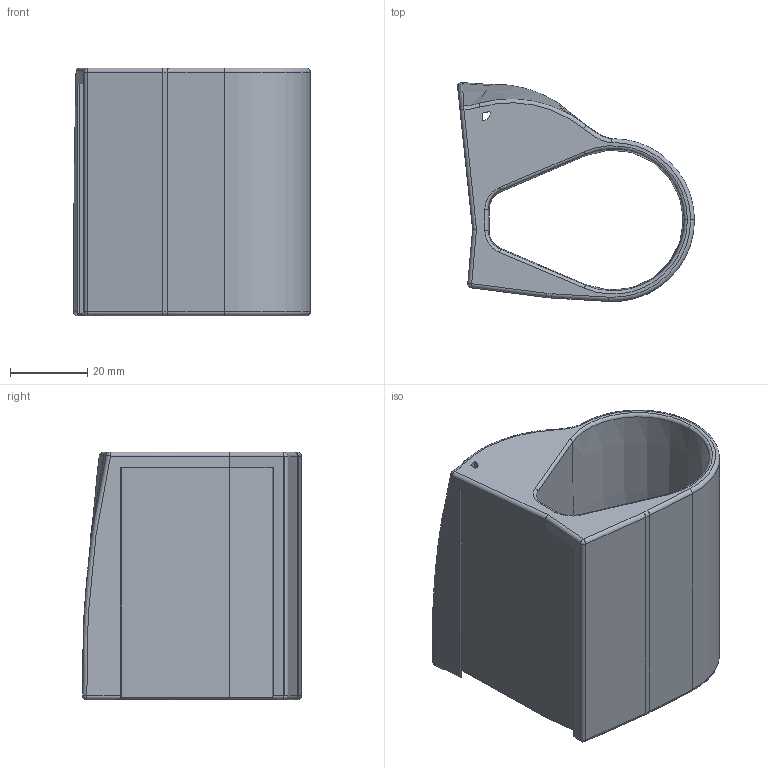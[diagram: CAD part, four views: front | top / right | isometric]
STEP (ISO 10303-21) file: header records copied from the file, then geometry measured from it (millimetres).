
FILE_DESCRIPTION (( 'STEP AP203' ), '1' );
FILE_NAME ('TA7固定環.STEP', '2013-05-30T14:36:29', ( '' ), ( '' ), 'SwSTEP 2.0', 'SolidWorks 2010', '' );
FILE_SCHEMA (( 'CONFIG_CONTROL_DESIGN' ));
Length unit declared in the file: millimetre
Products named in the file (1): TA7固定環
Bounding box: 61.23 x 56.58 x 64 mm (x, y, z)
Volume: 48974.1 mm3; surface area: 32026.6 mm2
Topology: 1 solids, 1 shells, 104 faces, 251 edges, 150 vertices
Faces by surface type: plane 36, cylinder 25, cone 15, bspline 14, torus 10, sphere 4
Entity records: 5492 total; most frequent: CARTESIAN_POINT 3089, ORIENTED_EDGE 502, DIRECTION 464, EDGE_CURVE 251, AXIS2_PLACEMENT_3D 174, VERTEX_POINT 150, VECTOR 116, LINE 116
